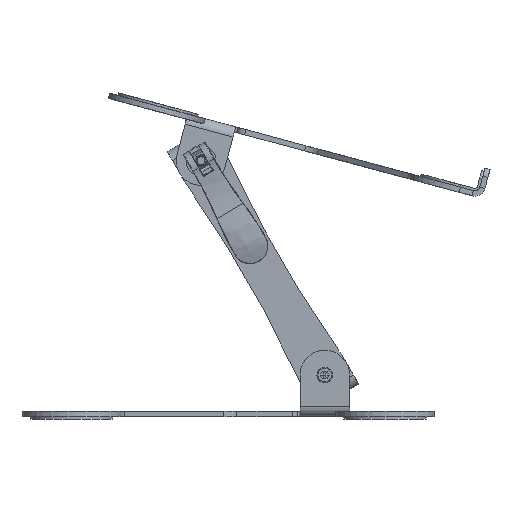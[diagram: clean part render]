
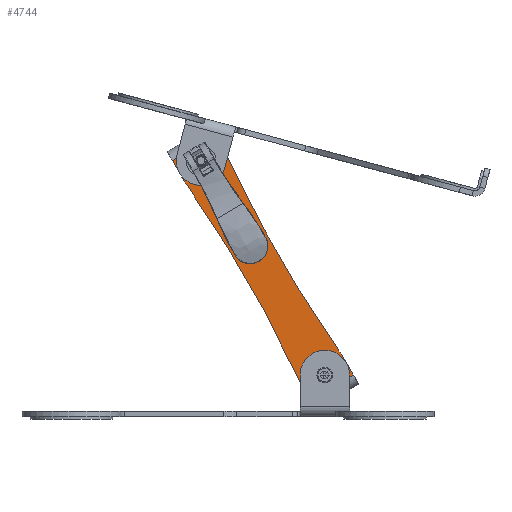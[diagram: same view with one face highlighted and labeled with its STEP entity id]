
A CAD part, left-side view. The second image highlights one B-rep face of the part: STEP entity #4744.
In plain terms, the highlighted face is planar.
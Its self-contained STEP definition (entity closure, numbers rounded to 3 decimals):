
#227=FACE_BOUND('',#681,.T.);
#228=FACE_BOUND('',#682,.T.);
#258=PLANE('',#5147);
#389=FACE_OUTER_BOUND('',#680,.T.);
#680=EDGE_LOOP('',(#3277,#3278,#3279,#3280,#3281,#3282,#3283,#3284,#3285,
#3286,#3287,#3288));
#681=EDGE_LOOP('',(#3289));
#682=EDGE_LOOP('',(#3290));
#984=LINE('',#7241,#1366);
#989=LINE('',#7258,#1371);
#993=LINE('',#7270,#1375);
#1008=LINE('',#7307,#1390);
#1009=LINE('',#7309,#1391);
#1010=LINE('',#7310,#1392);
#1366=VECTOR('',#5729,10.);
#1371=VECTOR('',#5748,10.);
#1375=VECTOR('',#5758,10.);
#1390=VECTOR('',#5799,10.);
#1391=VECTOR('',#5802,10.);
#1392=VECTOR('',#5803,10.);
#1733=CIRCLE('',#5103,3.3);
#1735=CIRCLE('',#5106,3.3);
#1737=CIRCLE('',#5109,50.);
#1740=CIRCLE('',#5113,786.97);
#1745=CIRCLE('',#5120,50.);
#1748=CIRCLE('',#5125,50.);
#1749=CIRCLE('',#5127,786.97);
#1750=CIRCLE('',#5129,50.);
#2007=VERTEX_POINT('',#7180);
#2009=VERTEX_POINT('',#7186);
#2011=VERTEX_POINT('',#7192);
#2012=VERTEX_POINT('',#7193);
#2016=VERTEX_POINT('',#7203);
#2026=VERTEX_POINT('',#7227);
#2031=VERTEX_POINT('',#7239);
#2032=VERTEX_POINT('',#7243);
#2033=VERTEX_POINT('',#7244);
#2034=VERTEX_POINT('',#7249);
#2035=VERTEX_POINT('',#7253);
#2036=VERTEX_POINT('',#7257);
#2041=VERTEX_POINT('',#7269);
#2050=VERTEX_POINT('',#7305);
#2455=EDGE_CURVE('',#2007,#2007,#1733,.T.);
#2458=EDGE_CURVE('',#2009,#2009,#1735,.T.);
#2461=EDGE_CURVE('',#2011,#2012,#1737,.T.);
#2467=EDGE_CURVE('',#2011,#2016,#1740,.T.);
#2479=EDGE_CURVE('',#2026,#2016,#1745,.T.);
#2485=EDGE_CURVE('',#2031,#2026,#984,.T.);
#2486=EDGE_CURVE('',#2032,#2033,#1748,.T.);
#2490=EDGE_CURVE('',#2032,#2034,#1749,.T.);
#2492=EDGE_CURVE('',#2035,#2034,#1750,.T.);
#2493=EDGE_CURVE('',#2036,#2033,#989,.T.);
#2499=EDGE_CURVE('',#2012,#2041,#993,.T.);
#2518=EDGE_CURVE('',#2050,#2041,#1008,.T.);
#2519=EDGE_CURVE('',#2036,#2031,#1009,.T.);
#2520=EDGE_CURVE('',#2035,#2050,#1010,.T.);
#3277=ORIENTED_EDGE('',*,*,#2461,.F.);
#3278=ORIENTED_EDGE('',*,*,#2467,.T.);
#3279=ORIENTED_EDGE('',*,*,#2479,.F.);
#3280=ORIENTED_EDGE('',*,*,#2485,.F.);
#3281=ORIENTED_EDGE('',*,*,#2519,.F.);
#3282=ORIENTED_EDGE('',*,*,#2493,.T.);
#3283=ORIENTED_EDGE('',*,*,#2486,.F.);
#3284=ORIENTED_EDGE('',*,*,#2490,.T.);
#3285=ORIENTED_EDGE('',*,*,#2492,.F.);
#3286=ORIENTED_EDGE('',*,*,#2520,.T.);
#3287=ORIENTED_EDGE('',*,*,#2518,.T.);
#3288=ORIENTED_EDGE('',*,*,#2499,.F.);
#3289=ORIENTED_EDGE('',*,*,#2455,.T.);
#3290=ORIENTED_EDGE('',*,*,#2458,.T.);
#4744=ADVANCED_FACE('',(#389,#227,#228),#258,.T.);
#5103=AXIS2_PLACEMENT_3D('',#7181,#5672,#5673);
#5106=AXIS2_PLACEMENT_3D('',#7187,#5679,#5680);
#5109=AXIS2_PLACEMENT_3D('',#7194,#5686,#5687);
#5113=AXIS2_PLACEMENT_3D('',#7205,#5697,#5698);
#5120=AXIS2_PLACEMENT_3D('',#7229,#5718,#5719);
#5125=AXIS2_PLACEMENT_3D('',#7245,#5732,#5733);
#5127=AXIS2_PLACEMENT_3D('',#7251,#5739,#5740);
#5129=AXIS2_PLACEMENT_3D('',#7255,#5744,#5745);
#5147=AXIS2_PLACEMENT_3D('',#7308,#5800,#5801);
#5672=DIRECTION('center_axis',(-1.,0.,0.));
#5673=DIRECTION('ref_axis',(0.,1.,0.));
#5679=DIRECTION('center_axis',(-1.,0.,0.));
#5680=DIRECTION('ref_axis',(0.,1.,0.));
#5686=DIRECTION('center_axis',(-1.,0.,0.));
#5687=DIRECTION('ref_axis',(0.,0.042,-0.999));
#5697=DIRECTION('center_axis',(-1.,0.,0.));
#5698=DIRECTION('ref_axis',(0.,0.087,0.996));
#5718=DIRECTION('center_axis',(-1.,0.,0.));
#5719=DIRECTION('ref_axis',(0.,-0.042,-0.999));
#5729=DIRECTION('',(0.,-1.,0.));
#5732=DIRECTION('center_axis',(-1.,0.,0.));
#5733=DIRECTION('ref_axis',(0.,-0.042,0.999));
#5739=DIRECTION('center_axis',(-1.,0.,0.));
#5740=DIRECTION('ref_axis',(0.,-0.087,-0.996));
#5744=DIRECTION('center_axis',(-1.,0.,0.));
#5745=DIRECTION('ref_axis',(0.,0.042,0.999));
#5748=DIRECTION('',(0.,-1.,0.));
#5758=DIRECTION('',(0.,-1.,0.));
#5799=DIRECTION('',(0.,0.,-1.));
#5800=DIRECTION('center_axis',(1.,0.,0.));
#5801=DIRECTION('ref_axis',(0.,-1.,0.));
#5802=DIRECTION('',(0.,0.,-1.));
#5803=DIRECTION('',(0.,-1.,0.));
#7180=CARTESIAN_POINT('',(21.825,-78.3,-15.));
#7181=CARTESIAN_POINT('Origin',(21.825,-75.,-15.));
#7186=CARTESIAN_POINT('',(21.825,71.7,-15.));
#7187=CARTESIAN_POINT('Origin',(21.825,75.,-15.));
#7192=CARTESIAN_POINT('',(21.825,-66.572,-29.821));
#7193=CARTESIAN_POINT('',(21.825,-70.801,-30.));
#7194=CARTESIAN_POINT('Origin',(21.825,-70.801,20.));
#7203=CARTESIAN_POINT('',(21.825,66.572,-29.821));
#7205=CARTESIAN_POINT('Origin',(21.825,0.,
-813.97));
#7227=CARTESIAN_POINT('',(21.825,70.801,-30.));
#7229=CARTESIAN_POINT('Origin',(21.825,70.801,20.));
#7239=CARTESIAN_POINT('',(21.825,83.65,-30.));
#7241=CARTESIAN_POINT('',(21.825,83.65,-30.));
#7243=CARTESIAN_POINT('',(21.825,66.572,-0.179));
#7244=CARTESIAN_POINT('',(21.825,70.801,0.));
#7245=CARTESIAN_POINT('Origin',(21.825,70.801,-50.));
#7249=CARTESIAN_POINT('',(21.825,-66.572,-0.179));
#7251=CARTESIAN_POINT('Origin',(21.825,0.,
783.97));
#7253=CARTESIAN_POINT('',(21.825,-70.801,0.));
#7255=CARTESIAN_POINT('Origin',(21.825,-70.801,-50.));
#7257=CARTESIAN_POINT('',(21.825,83.65,0.));
#7258=CARTESIAN_POINT('',(21.825,83.65,0.));
#7269=CARTESIAN_POINT('',(21.825,-83.65,-30.));
#7270=CARTESIAN_POINT('',(21.825,83.65,-30.));
#7305=CARTESIAN_POINT('',(21.825,-83.65,0.));
#7307=CARTESIAN_POINT('',(21.825,-83.65,0.));
#7308=CARTESIAN_POINT('Origin',(21.825,83.65,0.));
#7309=CARTESIAN_POINT('',(21.825,83.65,0.));
#7310=CARTESIAN_POINT('',(21.825,83.65,0.));
